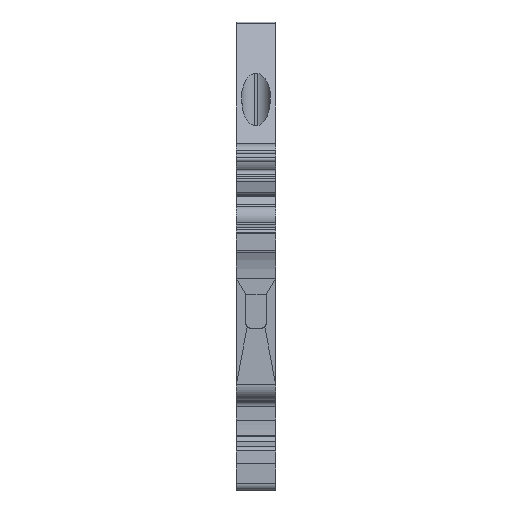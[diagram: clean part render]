
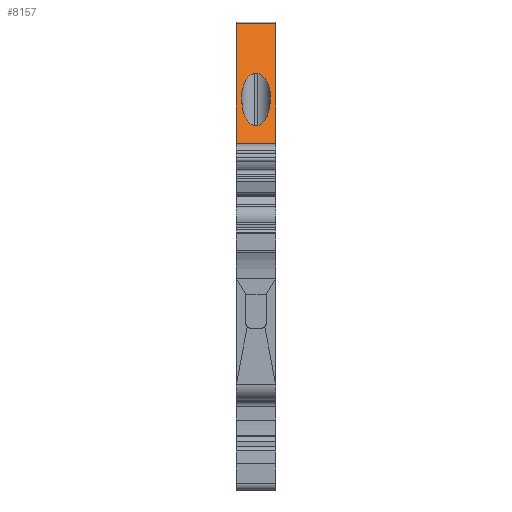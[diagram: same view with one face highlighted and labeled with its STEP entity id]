
A CAD part, left-side view. The second image highlights one B-rep face of the part: STEP entity #8157.
In plain terms, the highlighted planar face has unit normal (-0.866, 0, 0.5).
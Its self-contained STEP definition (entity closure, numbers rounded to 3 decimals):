
#21=ELLIPSE('',#8712,4.5,2.25);
#22=ELLIPSE('',#8713,4.3,2.15);
#23=ELLIPSE('',#8714,4.5,2.25);
#955=ORIENTED_EDGE('',*,*,#2623,.T.);
#956=ORIENTED_EDGE('',*,*,#2781,.F.);
#957=ORIENTED_EDGE('',*,*,#2420,.F.);
#958=ORIENTED_EDGE('',*,*,#2782,.T.);
#959=ORIENTED_EDGE('',*,*,#2783,.F.);
#960=ORIENTED_EDGE('',*,*,#2784,.F.);
#961=ORIENTED_EDGE('',*,*,#2785,.F.);
#962=ORIENTED_EDGE('',*,*,#2786,.F.);
#963=ORIENTED_EDGE('',*,*,#2787,.F.);
#964=ORIENTED_EDGE('',*,*,#2788,.F.);
#2420=EDGE_CURVE('',#3337,#3338,#3865,.T.);
#2623=EDGE_CURVE('',#3539,#3538,#3984,.T.);
#2781=EDGE_CURVE('',#3338,#3538,#4073,.T.);
#2782=EDGE_CURVE('',#3337,#3539,#4074,.T.);
#2783=EDGE_CURVE('',#3690,#3691,#21,.F.);
#2784=EDGE_CURVE('',#3692,#3690,#4075,.T.);
#2785=EDGE_CURVE('',#3693,#3692,#22,.F.);
#2786=EDGE_CURVE('',#3694,#3693,#4076,.T.);
#2787=EDGE_CURVE('',#3695,#3694,#23,.F.);
#2788=EDGE_CURVE('',#3691,#3695,#4077,.T.);
#3337=VERTEX_POINT('',#11215);
#3338=VERTEX_POINT('',#11217);
#3538=VERTEX_POINT('',#11621);
#3539=VERTEX_POINT('',#11623);
#3690=VERTEX_POINT('',#11944);
#3691=VERTEX_POINT('',#11945);
#3692=VERTEX_POINT('',#11947);
#3693=VERTEX_POINT('',#11949);
#3694=VERTEX_POINT('',#11951);
#3695=VERTEX_POINT('',#11953);
#3865=LINE('',#11216,#4521);
#3984=LINE('',#11622,#4640);
#4073=LINE('',#11941,#4729);
#4074=LINE('',#11942,#4730);
#4075=LINE('',#11946,#4731);
#4076=LINE('',#11950,#4732);
#4077=LINE('',#11954,#4733);
#4521=VECTOR('',#9307,1000.);
#4640=VECTOR('',#9598,1000.);
#4729=VECTOR('',#9845,1000.);
#4730=VECTOR('',#9846,1000.);
#4731=VECTOR('',#9849,1000.);
#4732=VECTOR('',#9852,1000.);
#4733=VECTOR('',#9855,1000.);
#5099=EDGE_LOOP('',(#955,#956,#957,#958));
#5100=EDGE_LOOP('',(#959,#960,#961,#962,#963,#964));
#5425=FACE_BOUND('',#5099,.T.);
#5426=FACE_BOUND('',#5100,.T.);
#5742=PLANE('',#8711);
#8157=ADVANCED_FACE('',(#5425,#5426),#5742,.F.);
#8711=AXIS2_PLACEMENT_3D('',#11940,#9843,#9844);
#8712=AXIS2_PLACEMENT_3D('',#11943,#9847,#9848);
#8713=AXIS2_PLACEMENT_3D('',#11948,#9850,#9851);
#8714=AXIS2_PLACEMENT_3D('',#11952,#9853,#9854);
#9307=DIRECTION('',(0.5,0.,0.866));
#9598=DIRECTION('',(0.5,0.,0.866));
#9843=DIRECTION('',(0.866,0.,-0.5));
#9844=DIRECTION('',(-0.5,0.,-0.866));
#9845=DIRECTION('',(0.,-1.,0.));
#9846=DIRECTION('',(0.,-1.,0.));
#9847=DIRECTION('',(0.866,0.,-0.5));
#9848=DIRECTION('',(0.5,0.,0.866));
#9849=DIRECTION('',(0.5,0.,0.866));
#9850=DIRECTION('',(0.866,0.,-0.5));
#9851=DIRECTION('',(0.5,0.,0.866));
#9852=DIRECTION('',(-0.5,0.,-0.866));
#9853=DIRECTION('',(0.866,0.,-0.5));
#9854=DIRECTION('',(0.5,0.,0.866));
#9855=DIRECTION('',(0.,1.,0.));
#11215=CARTESIAN_POINT('',(-33.399,6.,45.608));
#11216=CARTESIAN_POINT('',(-33.399,6.,45.608));
#11217=CARTESIAN_POINT('',(-22.76,6.,64.035));
#11621=CARTESIAN_POINT('',(-22.76,0.,64.035));
#11622=CARTESIAN_POINT('',(-33.142,0.,46.054));
#11623=CARTESIAN_POINT('',(-33.399,0.,45.608));
#11940=CARTESIAN_POINT('',(-33.142,6.,46.054));
#11941=CARTESIAN_POINT('',(-22.76,6.,64.035));
#11942=CARTESIAN_POINT('',(-33.399,6.,45.608));
#11943=CARTESIAN_POINT('',(-29.4,3.,52.535));
#11944=CARTESIAN_POINT('',(-28.737,0.85,53.684));
#11945=CARTESIAN_POINT('',(-27.166,2.731,56.404));
#11946=CARTESIAN_POINT('',(-33.142,0.85,46.054));
#11947=CARTESIAN_POINT('',(-29.616,0.85,52.161));
#11948=CARTESIAN_POINT('',(-29.616,3.,52.161));
#11949=CARTESIAN_POINT('',(-29.616,5.15,52.161));
#11950=CARTESIAN_POINT('',(-33.142,5.15,46.054));
#11951=CARTESIAN_POINT('',(-28.737,5.15,53.684));
#11952=CARTESIAN_POINT('',(-29.4,3.,52.535));
#11953=CARTESIAN_POINT('',(-27.166,3.269,56.404));
#11954=CARTESIAN_POINT('',(-27.166,6.,56.404));
